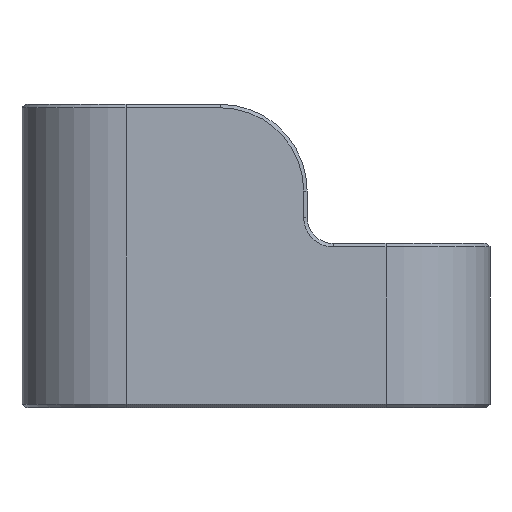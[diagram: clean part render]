
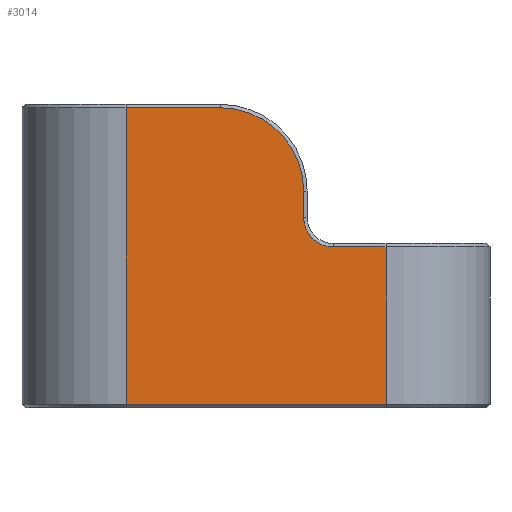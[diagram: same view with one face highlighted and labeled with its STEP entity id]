
A CAD part, front view. The second image highlights one B-rep face of the part: STEP entity #3014.
In plain terms, the highlighted planar face has unit normal (0, -1, 0).
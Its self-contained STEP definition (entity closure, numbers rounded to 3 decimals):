
#294=CIRCLE('',#3248,9.6);
#304=CIRCLE('',#3276,3.4);
#422=FACE_OUTER_BOUND('',#592,.T.);
#592=EDGE_LOOP('',(#2385,#2386,#2387,#2388,#2389,#2390,#2391,#2392));
#801=LINE('',#4642,#1109);
#832=LINE('',#4720,#1140);
#839=LINE('',#4743,#1147);
#854=LINE('',#4782,#1162);
#855=LINE('',#4785,#1163);
#856=LINE('',#4787,#1164);
#1109=VECTOR('',#3733,10.);
#1140=VECTOR('',#3806,10.);
#1147=VECTOR('',#3835,10.);
#1162=VECTOR('',#3878,10.);
#1163=VECTOR('',#3881,10.);
#1164=VECTOR('',#3882,10.);
#1426=VERTEX_POINT('',#4633);
#1428=VERTEX_POINT('',#4640);
#1452=VERTEX_POINT('',#4711);
#1453=VERTEX_POINT('',#4714);
#1454=VERTEX_POINT('',#4718);
#1459=VERTEX_POINT('',#4742);
#1470=VERTEX_POINT('',#4784);
#1471=VERTEX_POINT('',#4786);
#1729=EDGE_CURVE('',#1428,#1426,#801,.T.);
#1766=EDGE_CURVE('',#1453,#1452,#294,.T.);
#1768=EDGE_CURVE('',#1454,#1453,#832,.T.);
#1779=EDGE_CURVE('',#1459,#1452,#839,.T.);
#1799=EDGE_CURVE('',#1426,#1454,#854,.T.);
#1800=EDGE_CURVE('',#1428,#1470,#855,.T.);
#1801=EDGE_CURVE('',#1471,#1470,#856,.T.);
#1802=EDGE_CURVE('',#1471,#1459,#304,.T.);
#2385=ORIENTED_EDGE('',*,*,#1768,.F.);
#2386=ORIENTED_EDGE('',*,*,#1799,.F.);
#2387=ORIENTED_EDGE('',*,*,#1729,.F.);
#2388=ORIENTED_EDGE('',*,*,#1800,.T.);
#2389=ORIENTED_EDGE('',*,*,#1801,.F.);
#2390=ORIENTED_EDGE('',*,*,#1802,.T.);
#2391=ORIENTED_EDGE('',*,*,#1779,.T.);
#2392=ORIENTED_EDGE('',*,*,#1766,.F.);
#2881=PLANE('',#3275);
#3014=ADVANCED_FACE('',(#422),#2881,.T.);
#3248=AXIS2_PLACEMENT_3D('',#4716,#3801,#3802);
#3275=AXIS2_PLACEMENT_3D('',#4783,#3879,#3880);
#3276=AXIS2_PLACEMENT_3D('',#4788,#3883,#3884);
#3733=DIRECTION('',(-1.,0.,0.));
#3801=DIRECTION('center_axis',(0.,1.,0.));
#3802=DIRECTION('ref_axis',(1.,0.,0.));
#3806=DIRECTION('',(1.,0.,0.));
#3835=DIRECTION('',(0.,0.,1.));
#3878=DIRECTION('',(0.,0.,1.));
#3879=DIRECTION('center_axis',(0.,-1.,0.));
#3880=DIRECTION('ref_axis',(0.,0.,1.));
#3881=DIRECTION('',(0.,0.,1.));
#3882=DIRECTION('',(1.,0.,0.));
#3883=DIRECTION('center_axis',(0.,1.,0.));
#3884=DIRECTION('ref_axis',(-1.,0.,0.));
#4633=CARTESIAN_POINT('',(-305.708,683.358,-19.7));
#4640=CARTESIAN_POINT('',(-275.708,683.358,-19.7));
#4642=CARTESIAN_POINT('',(-304.708,683.358,-19.7));
#4711=CARTESIAN_POINT('',(-285.208,683.358,4.9));
#4714=CARTESIAN_POINT('',(-294.808,683.358,14.5));
#4716=CARTESIAN_POINT('Origin',(-294.808,683.358,4.9));
#4718=CARTESIAN_POINT('',(-305.708,683.358,14.5));
#4720=CARTESIAN_POINT('',(-285.258,683.358,14.5));
#4742=CARTESIAN_POINT('',(-285.208,683.358,1.849));
#4743=CARTESIAN_POINT('',(-285.208,683.358,1.849));
#4782=CARTESIAN_POINT('',(-305.708,683.358,14.5));
#4783=CARTESIAN_POINT('Origin',(-275.708,683.358,14.5));
#4784=CARTESIAN_POINT('',(-275.708,683.358,-1.551));
#4785=CARTESIAN_POINT('',(-275.708,683.358,-20.1));
#4786=CARTESIAN_POINT('',(-281.808,683.358,-1.551));
#4787=CARTESIAN_POINT('',(-281.808,683.358,-1.551));
#4788=CARTESIAN_POINT('Origin',(-281.808,683.358,1.849));
